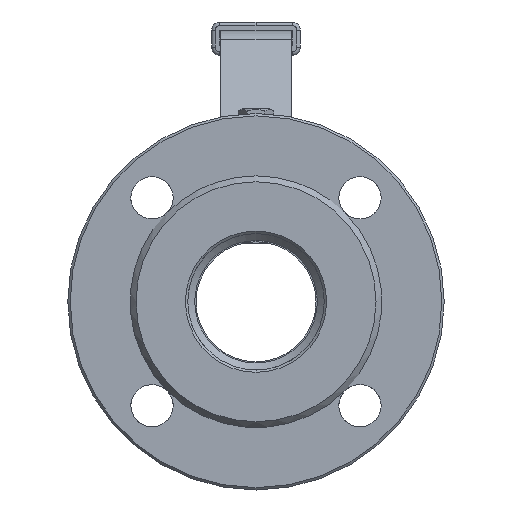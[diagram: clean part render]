
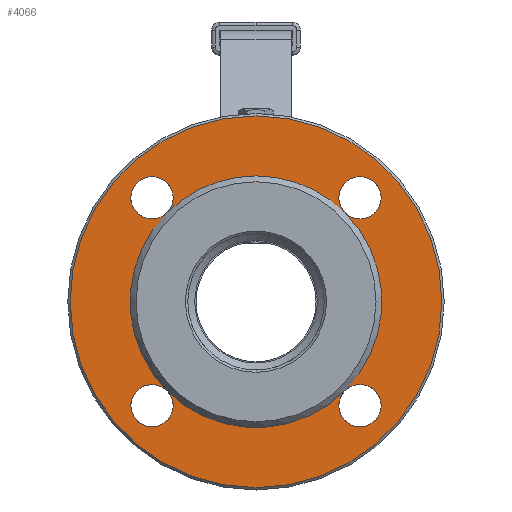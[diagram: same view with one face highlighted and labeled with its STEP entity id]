
A CAD part, front view. The second image highlights one B-rep face of the part: STEP entity #4066.
In plain terms, the highlighted planar face has unit normal (0, -1, 0).
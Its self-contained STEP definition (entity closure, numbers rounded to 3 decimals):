
#3916=CARTESIAN_POINT('',(0.,-15.,79.));
#3917=VERTEX_POINT('',#3916);
#3924=CARTESIAN_POINT('',(-0.,-15.,-79.));
#3925=VERTEX_POINT('',#3924);
#3926=CARTESIAN_POINT('',(0.,-15.,0.));
#3927=DIRECTION('',(0.,-1.,0.));
#3928=DIRECTION('',(0.,0.,-1.));
#3929=AXIS2_PLACEMENT_3D('',#3926,#3927,#3928);
#3930=CIRCLE('',#3929,79.);
#3931=EDGE_CURVE('',#3925,#3917,#3930,.T.);
#3933=CARTESIAN_POINT('',(0.,-15.,0.));
#3934=DIRECTION('',(0.,-1.,0.));
#3935=DIRECTION('',(0.,0.,-1.));
#3936=AXIS2_PLACEMENT_3D('',#3933,#3934,#3935);
#3937=CIRCLE('',#3936,79.);
#3938=EDGE_CURVE('',#3917,#3925,#3937,.T.);
#3946=CARTESIAN_POINT('',(0.,-15.,53.5));
#3947=DIRECTION('',(0.,-1.,0.));
#3948=DIRECTION('',(0.,0.,-1.));
#3949=AXIS2_PLACEMENT_3D('',#3946,#3947,#3948);
#3950=PLANE('',#3949);
#3951=ORIENTED_EDGE('',*,*,#3931,.T.);
#3952=ORIENTED_EDGE('',*,*,#3938,.T.);
#3953=EDGE_LOOP('',(#3951,#3952));
#3954=FACE_BOUND('',#3953,.T.);
#3955=CARTESIAN_POINT('',(-37.83,-15.,37.83));
#3956=VERTEX_POINT('',#3955);
#3957=CARTESIAN_POINT('',(-37.83,-15.,-37.83));
#3958=VERTEX_POINT('',#3957);
#3959=CARTESIAN_POINT('',(0.,-15.,0.));
#3960=DIRECTION('',(0.,-1.,0.));
#3961=DIRECTION('',(0.,0.,-1.));
#3962=AXIS2_PLACEMENT_3D('',#3959,#3960,#3961);
#3963=CIRCLE('',#3962,53.5);
#3964=EDGE_CURVE('',#3956,#3958,#3963,.T.);
#3965=ORIENTED_EDGE('',*,*,#3964,.F.);
#3966=CARTESIAN_POINT('',(-35.194,-15.,44.194));
#3967=VERTEX_POINT('',#3966);
#3968=CARTESIAN_POINT('',(-44.194,-15.,44.194));
#3969=DIRECTION('',(0.,-1.,0.));
#3970=DIRECTION('',(1.,0.,0.));
#3971=AXIS2_PLACEMENT_3D('',#3968,#3969,#3970);
#3972=CIRCLE('',#3971,9.);
#3973=EDGE_CURVE('',#3967,#3956,#3972,.T.);
#3974=ORIENTED_EDGE('',*,*,#3973,.F.);
#3975=CARTESIAN_POINT('',(-44.194,-15.,44.194));
#3976=DIRECTION('',(0.,-1.,0.));
#3977=DIRECTION('',(1.,0.,0.));
#3978=AXIS2_PLACEMENT_3D('',#3975,#3976,#3977);
#3979=CIRCLE('',#3978,9.);
#3980=EDGE_CURVE('',#3956,#3967,#3979,.T.);
#3981=ORIENTED_EDGE('',*,*,#3980,.F.);
#3982=CARTESIAN_POINT('',(0.,-15.,53.5));
#3983=VERTEX_POINT('',#3982);
#3984=CARTESIAN_POINT('',(0.,-15.,0.));
#3985=DIRECTION('',(0.,-1.,0.));
#3986=DIRECTION('',(0.,0.,-1.));
#3987=AXIS2_PLACEMENT_3D('',#3984,#3985,#3986);
#3988=CIRCLE('',#3987,53.5);
#3989=EDGE_CURVE('',#3983,#3956,#3988,.T.);
#3990=ORIENTED_EDGE('',*,*,#3989,.F.);
#3991=CARTESIAN_POINT('',(37.83,-15.,37.83));
#3992=VERTEX_POINT('',#3991);
#3993=CARTESIAN_POINT('',(0.,-15.,0.));
#3994=DIRECTION('',(0.,-1.,0.));
#3995=DIRECTION('',(0.,0.,-1.));
#3996=AXIS2_PLACEMENT_3D('',#3993,#3994,#3995);
#3997=CIRCLE('',#3996,53.5);
#3998=EDGE_CURVE('',#3992,#3983,#3997,.T.);
#3999=ORIENTED_EDGE('',*,*,#3998,.F.);
#4000=CARTESIAN_POINT('',(53.194,-15.,44.194));
#4001=VERTEX_POINT('',#4000);
#4002=CARTESIAN_POINT('',(44.194,-15.,44.194));
#4003=DIRECTION('',(0.,-1.,0.));
#4004=DIRECTION('',(1.,0.,0.));
#4005=AXIS2_PLACEMENT_3D('',#4002,#4003,#4004);
#4006=CIRCLE('',#4005,9.);
#4007=EDGE_CURVE('',#4001,#3992,#4006,.T.);
#4008=ORIENTED_EDGE('',*,*,#4007,.F.);
#4009=CARTESIAN_POINT('',(44.194,-15.,44.194));
#4010=DIRECTION('',(0.,-1.,0.));
#4011=DIRECTION('',(1.,0.,0.));
#4012=AXIS2_PLACEMENT_3D('',#4009,#4010,#4011);
#4013=CIRCLE('',#4012,9.);
#4014=EDGE_CURVE('',#3992,#4001,#4013,.T.);
#4015=ORIENTED_EDGE('',*,*,#4014,.F.);
#4016=CARTESIAN_POINT('',(37.83,-15.,-37.83));
#4017=VERTEX_POINT('',#4016);
#4018=CARTESIAN_POINT('',(0.,-15.,0.));
#4019=DIRECTION('',(0.,-1.,0.));
#4020=DIRECTION('',(0.,0.,-1.));
#4021=AXIS2_PLACEMENT_3D('',#4018,#4019,#4020);
#4022=CIRCLE('',#4021,53.5);
#4023=EDGE_CURVE('',#4017,#3992,#4022,.T.);
#4024=ORIENTED_EDGE('',*,*,#4023,.F.);
#4025=CARTESIAN_POINT('',(53.194,-15.,-44.194));
#4026=VERTEX_POINT('',#4025);
#4027=CARTESIAN_POINT('',(44.194,-15.,-44.194));
#4028=DIRECTION('',(0.,-1.,0.));
#4029=DIRECTION('',(1.,0.,0.));
#4030=AXIS2_PLACEMENT_3D('',#4027,#4028,#4029);
#4031=CIRCLE('',#4030,9.);
#4032=EDGE_CURVE('',#4026,#4017,#4031,.T.);
#4033=ORIENTED_EDGE('',*,*,#4032,.F.);
#4034=CARTESIAN_POINT('',(44.194,-15.,-44.194));
#4035=DIRECTION('',(0.,-1.,0.));
#4036=DIRECTION('',(1.,0.,0.));
#4037=AXIS2_PLACEMENT_3D('',#4034,#4035,#4036);
#4038=CIRCLE('',#4037,9.);
#4039=EDGE_CURVE('',#4017,#4026,#4038,.T.);
#4040=ORIENTED_EDGE('',*,*,#4039,.F.);
#4041=CARTESIAN_POINT('',(0.,-15.,0.));
#4042=DIRECTION('',(0.,-1.,0.));
#4043=DIRECTION('',(0.,0.,-1.));
#4044=AXIS2_PLACEMENT_3D('',#4041,#4042,#4043);
#4045=CIRCLE('',#4044,53.5);
#4046=EDGE_CURVE('',#3958,#4017,#4045,.T.);
#4047=ORIENTED_EDGE('',*,*,#4046,.F.);
#4048=CARTESIAN_POINT('',(-35.194,-15.,-44.194));
#4049=VERTEX_POINT('',#4048);
#4050=CARTESIAN_POINT('',(-44.194,-15.,-44.194));
#4051=DIRECTION('',(0.,-1.,0.));
#4052=DIRECTION('',(1.,0.,0.));
#4053=AXIS2_PLACEMENT_3D('',#4050,#4051,#4052);
#4054=CIRCLE('',#4053,9.);
#4055=EDGE_CURVE('',#4049,#3958,#4054,.T.);
#4056=ORIENTED_EDGE('',*,*,#4055,.F.);
#4057=CARTESIAN_POINT('',(-44.194,-15.,-44.194));
#4058=DIRECTION('',(0.,-1.,0.));
#4059=DIRECTION('',(1.,0.,0.));
#4060=AXIS2_PLACEMENT_3D('',#4057,#4058,#4059);
#4061=CIRCLE('',#4060,9.);
#4062=EDGE_CURVE('',#3958,#4049,#4061,.T.);
#4063=ORIENTED_EDGE('',*,*,#4062,.F.);
#4064=EDGE_LOOP('',(#3965,#3974,#3981,#3990,#3999,#4008,#4015,#4024,#4033,#4040,#4047,#4056,#4063));
#4065=FACE_BOUND('',#4064,.T.);
#4066=ADVANCED_FACE('',(#3954,#4065),#3950,.T.);
